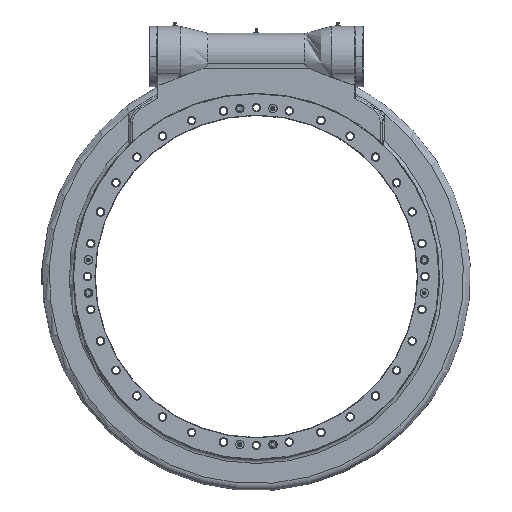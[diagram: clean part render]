
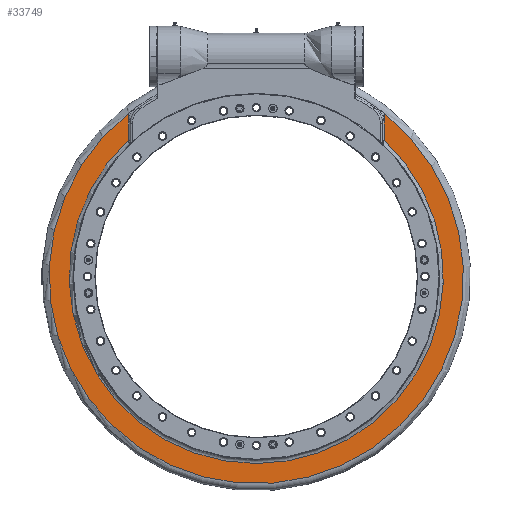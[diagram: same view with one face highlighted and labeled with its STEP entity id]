
A CAD part, top view. The second image highlights one B-rep face of the part: STEP entity #33749.
In plain terms, the highlighted planar face has unit normal (0, 0, 1).
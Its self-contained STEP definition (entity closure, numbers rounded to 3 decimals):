
#285 = VECTOR ( 'NONE', #38226, 1000. ) ;
#968 = VERTEX_POINT ( 'NONE', #33652 ) ;
#1238 = DIRECTION ( 'NONE',  ( 0., 1., 0. ) ) ;
#2727 = VERTEX_POINT ( 'NONE', #5945 ) ;
#2883 = EDGE_CURVE ( 'NONE', #2727, #968, #25831, .T. ) ;
#3369 = ORIENTED_EDGE ( 'NONE', *, *, #39617, .T. ) ;
#4982 = LINE ( 'NONE', #11408, #43521 ) ;
#5727 = CARTESIAN_POINT ( 'NONE',  ( -329.984, 419.398, 40.25 ) ) ;
#5945 = CARTESIAN_POINT ( 'NONE',  ( -330., 419.133, 40.25 ) ) ;
#6907 = CARTESIAN_POINT ( 'NONE',  ( 330.935, 419.019, 40.25 ) ) ;
#9656 = CARTESIAN_POINT ( 'NONE',  ( -330., 419.133, 40.25 ) ) ;
#10173 = CARTESIAN_POINT ( 'NONE',  ( 330.475, 419.129, 40.25 ) ) ;
#10918 = DIRECTION ( 'NONE',  ( 0., -1., 0. ) ) ;
#11408 = CARTESIAN_POINT ( 'NONE',  ( 330., 355.948, 40.25 ) ) ;
#12648 = CARTESIAN_POINT ( 'NONE',  ( 0., 0., 40.25 ) ) ;
#14383 = DIRECTION ( 'NONE',  ( 0., 1., 0. ) ) ;
#14930 = PLANE ( 'NONE',  #38822 ) ;
#16520 = CARTESIAN_POINT ( 'NONE',  ( -329.968, 419.664, 40.25 ) ) ;
#17496 = CARTESIAN_POINT ( 'NONE',  ( 330., 351.318, 40.25 ) ) ;
#17547 = CARTESIAN_POINT ( 'NONE',  ( 330., 419.133, 40.25 ) ) ;
#17997 = CARTESIAN_POINT ( 'NONE',  ( 330.093, 419.148, 40.25 ) ) ;
#19529 = VERTEX_POINT ( 'NONE', #17496 ) ;
#19786 = AXIS2_PLACEMENT_3D ( 'NONE', #12648, #23460, #1238 ) ;
#20316 = CARTESIAN_POINT ( 'NONE',  ( -329.884, 419.92, 40.25 ) ) ;
#21782 = CARTESIAN_POINT ( 'NONE',  ( 330.38, 419.143, 40.25 ) ) ;
#23460 = DIRECTION ( 'NONE',  ( 0., 0., 1. ) ) ;
#24430 = CARTESIAN_POINT ( 'NONE',  ( 331.113, 418.952, 40.25 ) ) ;
#25008 = ORIENTED_EDGE ( 'NONE', *, *, #29997, .T. ) ;
#25013 = ORIENTED_EDGE ( 'NONE', *, *, #37523, .F. ) ;
#25231 = CARTESIAN_POINT ( 'NONE',  ( 330.189, 419.153, 40.25 ) ) ;
#25547 = DIRECTION ( 'NONE',  ( 0., 0., 1. ) ) ;
#25831 = B_SPLINE_CURVE_WITH_KNOTS ( 'NONE', 3,
 ( #9656, #5727, #16520, #20316 ),
 .UNSPECIFIED., .F., .F.,
 ( 4, 4 ),
 ( 0., 0.001 ),
 .UNSPECIFIED. ) ;
#26292 = EDGE_CURVE ( 'NONE', #43451, #19529, #4982, .T. ) ;
#26449 = DIRECTION ( 'NONE',  ( 0., 1., 0. ) ) ;
#26470 = B_SPLINE_CURVE_WITH_KNOTS ( 'NONE', 3,
 ( #33220, #6907, #36831, #10173, #21782, #25231, #17997, #36663 ),
 .UNSPECIFIED., .F., .F.,
 ( 4, 2, 2, 4 ),
 ( 0., 0.001, 0.001, 0.001 ),
 .UNSPECIFIED. ) ;
#26613 = LINE ( 'NONE', #38073, #285 ) ;
#29253 = FACE_OUTER_BOUND ( 'NONE', #40726, .T. ) ;
#29997 = EDGE_CURVE ( 'NONE', #41910, #2727, #26613, .T. ) ;
#31398 = AXIS2_PLACEMENT_3D ( 'NONE', #48335, #25547, #14383 ) ;
#32171 = CIRCLE ( 'NONE', #31398, 482. ) ;
#33220 = CARTESIAN_POINT ( 'NONE',  ( 331.113, 418.952, 40.25 ) ) ;
#33652 = CARTESIAN_POINT ( 'NONE',  ( -329.884, 419.92, 40.25 ) ) ;
#33749 = ADVANCED_FACE ( 'NONE', ( #29253 ), #14930, .T. ) ;
#35177 = EDGE_CURVE ( 'NONE', #968, #46556, #41829, .T. ) ;
#36663 = CARTESIAN_POINT ( 'NONE',  ( 330., 419.133, 40.25 ) ) ;
#36831 = CARTESIAN_POINT ( 'NONE',  ( 330.754, 419.075, 40.25 ) ) ;
#37523 = EDGE_CURVE ( 'NONE', #41910, #19529, #32171, .T. ) ;
#38073 = CARTESIAN_POINT ( 'NONE',  ( -330., 418.659, 40.25 ) ) ;
#38226 = DIRECTION ( 'NONE',  ( 0., 1., 0. ) ) ;
#38822 = AXIS2_PLACEMENT_3D ( 'NONE', #41117, #41266, #26449 ) ;
#38961 = ORIENTED_EDGE ( 'NONE', *, *, #26292, .T. ) ;
#39617 = EDGE_CURVE ( 'NONE', #46556, #43451, #26470, .T. ) ;
#39634 = CARTESIAN_POINT ( 'NONE',  ( -330., 351.318, 40.25 ) ) ;
#39642 = ORIENTED_EDGE ( 'NONE', *, *, #35177, .T. ) ;
#40726 = EDGE_LOOP ( 'NONE', ( #39642, #3369, #38961, #25013, #25008, #42040 ) ) ;
#41117 = CARTESIAN_POINT ( 'NONE',  ( -482., 0., 40.25 ) ) ;
#41266 = DIRECTION ( 'NONE',  ( 0., 0., 1. ) ) ;
#41829 = CIRCLE ( 'NONE', #19786, 534. ) ;
#41910 = VERTEX_POINT ( 'NONE', #39634 ) ;
#42040 = ORIENTED_EDGE ( 'NONE', *, *, #2883, .T. ) ;
#43451 = VERTEX_POINT ( 'NONE', #17547 ) ;
#43521 = VECTOR ( 'NONE', #10918, 1000. ) ;
#46556 = VERTEX_POINT ( 'NONE', #24430 ) ;
#48335 = CARTESIAN_POINT ( 'NONE',  ( 0., 0., 40.25 ) ) ;
